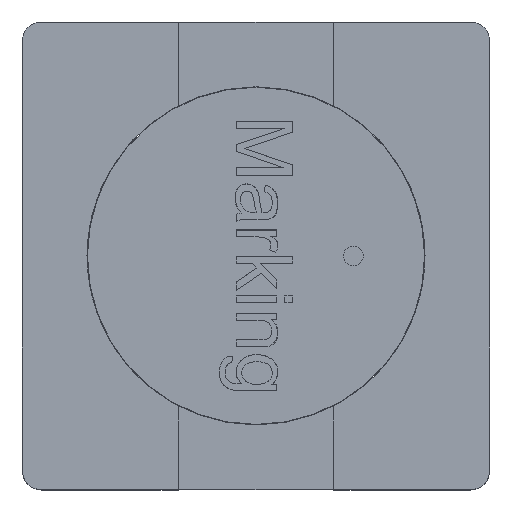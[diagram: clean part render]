
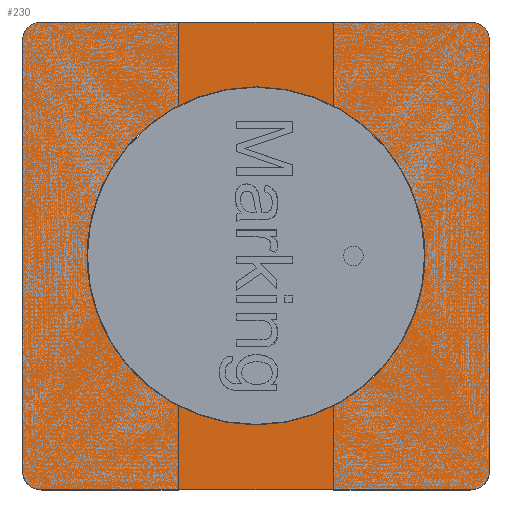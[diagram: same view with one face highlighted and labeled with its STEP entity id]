
A CAD part, top view. The second image highlights one B-rep face of the part: STEP entity #230.
In plain terms, the highlighted planar face has unit normal (0, 0, 1).
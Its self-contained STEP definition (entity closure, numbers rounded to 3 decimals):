
#230 = ADVANCED_FACE( '', ( #579, #580 ), #581, .T. );
#579 = FACE_BOUND( '', #1086, .T. );
#580 = FACE_OUTER_BOUND( '', #1087, .T. );
#581 = PLANE( '', #1088 );
#1086 = EDGE_LOOP( '', ( #2143 ) );
#1087 = EDGE_LOOP( '', ( #2144, #2145, #2146, #2147, #2148, #2149, #2150, #2151 ) );
#1088 = AXIS2_PLACEMENT_3D( '', #2152, #2153, #2154 );
#2143 = ORIENTED_EDGE( '', *, *, #3464, .T. );
#2144 = ORIENTED_EDGE( '', *, *, #3524, .T. );
#2145 = ORIENTED_EDGE( '', *, *, #3525, .T. );
#2146 = ORIENTED_EDGE( '', *, *, #3526, .T. );
#2147 = ORIENTED_EDGE( '', *, *, #3527, .T. );
#2148 = ORIENTED_EDGE( '', *, *, #3528, .T. );
#2149 = ORIENTED_EDGE( '', *, *, #3529, .T. );
#2150 = ORIENTED_EDGE( '', *, *, #3530, .T. );
#2151 = ORIENTED_EDGE( '', *, *, #3531, .T. );
#2152 = CARTESIAN_POINT( '', ( -2.4, -2.4, 0. ) );
#2153 = DIRECTION( '', ( 0., 0., 1. ) );
#2154 = DIRECTION( '', ( 1., 0., 0. ) );
#3464 = EDGE_CURVE( '', #3954, #3954, #3955, .T. );
#3524 = EDGE_CURVE( '', #4059, #4060, #4061, .T. );
#3525 = EDGE_CURVE( '', #4060, #4062, #4063, .T. );
#3526 = EDGE_CURVE( '', #4062, #4064, #4065, .T. );
#3527 = EDGE_CURVE( '', #4064, #4066, #4067, .T. );
#3528 = EDGE_CURVE( '', #4066, #4068, #4069, .T. );
#3529 = EDGE_CURVE( '', #4068, #4070, #4071, .T. );
#3530 = EDGE_CURVE( '', #4070, #4072, #4073, .T. );
#3531 = EDGE_CURVE( '', #4072, #4059, #4074, .T. );
#3954 = VERTEX_POINT( '', #4677 );
#3955 = CIRCLE( '', #4678, 1.735 );
#4059 = VERTEX_POINT( '', #4903 );
#4060 = VERTEX_POINT( '', #4904 );
#4061 = LINE( '', #4905, #4906 );
#4062 = VERTEX_POINT( '', #4907 );
#4063 = CIRCLE( '', #4908, 0.2 );
#4064 = VERTEX_POINT( '', #4909 );
#4065 = LINE( '', #4910, #4911 );
#4066 = VERTEX_POINT( '', #4912 );
#4067 = CIRCLE( '', #4913, 0.2 );
#4068 = VERTEX_POINT( '', #4914 );
#4069 = LINE( '', #4915, #4916 );
#4070 = VERTEX_POINT( '', #4917 );
#4071 = CIRCLE( '', #4918, 0.2 );
#4072 = VERTEX_POINT( '', #4919 );
#4073 = LINE( '', #4920, #4921 );
#4074 = CIRCLE( '', #4922, 0.2 );
#4677 = CARTESIAN_POINT( '', ( 0., 1.735, 0. ) );
#4678 = AXIS2_PLACEMENT_3D( '', #6192, #6193, #6194 );
#4903 = CARTESIAN_POINT( '', ( -2.2, -2.4, 0. ) );
#4904 = CARTESIAN_POINT( '', ( 2.2, -2.4, 0. ) );
#4905 = CARTESIAN_POINT( '', ( -2.4, -2.4, 0. ) );
#4906 = VECTOR( '', #6231, 1000. );
#4907 = CARTESIAN_POINT( '', ( 2.4, -2.2, 0. ) );
#4908 = AXIS2_PLACEMENT_3D( '', #6232, #6233, #6234 );
#4909 = CARTESIAN_POINT( '', ( 2.4, 2.2, 0. ) );
#4910 = CARTESIAN_POINT( '', ( 2.4, -2.4, 0. ) );
#4911 = VECTOR( '', #6235, 1000. );
#4912 = CARTESIAN_POINT( '', ( 2.2, 2.4, 0. ) );
#4913 = AXIS2_PLACEMENT_3D( '', #6236, #6237, #6238 );
#4914 = CARTESIAN_POINT( '', ( -2.2, 2.4, 0. ) );
#4915 = CARTESIAN_POINT( '', ( 2.4, 2.4, 0. ) );
#4916 = VECTOR( '', #6239, 1000. );
#4917 = CARTESIAN_POINT( '', ( -2.4, 2.2, 0. ) );
#4918 = AXIS2_PLACEMENT_3D( '', #6240, #6241, #6242 );
#4919 = CARTESIAN_POINT( '', ( -2.4, -2.2, 0. ) );
#4920 = CARTESIAN_POINT( '', ( -2.4, 2.4, 0. ) );
#4921 = VECTOR( '', #6243, 1000. );
#4922 = AXIS2_PLACEMENT_3D( '', #6244, #6245, #6246 );
#6192 = CARTESIAN_POINT( '', ( 0., 0., 0. ) );
#6193 = DIRECTION( '', ( 0., 0., -1. ) );
#6194 = DIRECTION( '', ( 0., 1., 0. ) );
#6231 = DIRECTION( '', ( 1., 0., 0. ) );
#6232 = CARTESIAN_POINT( '', ( 2.2, -2.2, 0. ) );
#6233 = DIRECTION( '', ( 0., 0., 1. ) );
#6234 = DIRECTION( '', ( 1., 0., 0. ) );
#6235 = DIRECTION( '', ( 0., 1., 0. ) );
#6236 = CARTESIAN_POINT( '', ( 2.2, 2.2, 0. ) );
#6237 = DIRECTION( '', ( 0., 0., 1. ) );
#6238 = DIRECTION( '', ( 1., 0., 0. ) );
#6239 = DIRECTION( '', ( -1., 0., 0. ) );
#6240 = CARTESIAN_POINT( '', ( -2.2, 2.2, 0. ) );
#6241 = DIRECTION( '', ( 0., 0., 1. ) );
#6242 = DIRECTION( '', ( 1., 0., 0. ) );
#6243 = DIRECTION( '', ( 0., -1., 0. ) );
#6244 = CARTESIAN_POINT( '', ( -2.2, -2.2, 0. ) );
#6245 = DIRECTION( '', ( 0., 0., 1. ) );
#6246 = DIRECTION( '', ( 1., 0., 0. ) );
